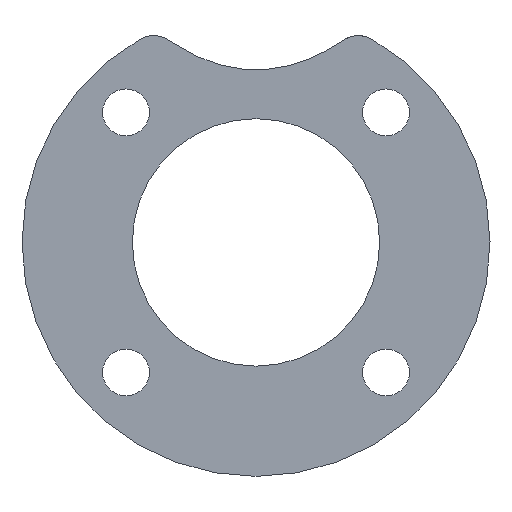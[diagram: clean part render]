
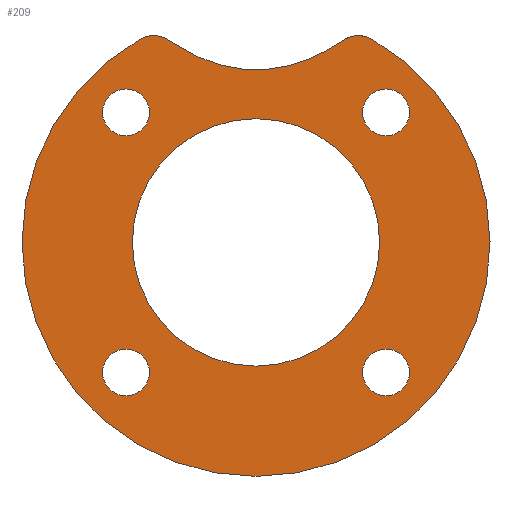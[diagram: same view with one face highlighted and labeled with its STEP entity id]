
A CAD part, front view. The second image highlights one B-rep face of the part: STEP entity #209.
In plain terms, the highlighted planar face has unit normal (0, -1, 0).
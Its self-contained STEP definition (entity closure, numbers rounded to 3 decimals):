
#36=FACE_BOUND('',#82,.T.);
#37=FACE_BOUND('',#83,.T.);
#38=FACE_BOUND('',#84,.T.);
#39=FACE_BOUND('',#85,.T.);
#40=FACE_BOUND('',#86,.T.);
#47=CIRCLE('',#238,9.25);
#48=CIRCLE('',#240,1.75);
#49=CIRCLE('',#242,1.75);
#50=CIRCLE('',#244,1.75);
#51=CIRCLE('',#246,1.75);
#52=CIRCLE('',#248,17.5);
#54=PLANE('',#249);
#65=FACE_OUTER_BOUND('',#81,.T.);
#81=EDGE_LOOP('',(#187,#188,#189,#190));
#82=EDGE_LOOP('',(#191));
#83=EDGE_LOOP('',(#192));
#84=EDGE_LOOP('',(#193));
#85=EDGE_LOOP('',(#194));
#86=EDGE_LOOP('',(#195));
#89=B_SPLINE_CURVE_WITH_KNOTS('',3,(#333,#334,#335,#336,#337,#338,#339),
 .UNSPECIFIED.,.F.,.F.,(4,3,4),(0.,0.112,0.223),
 .UNSPECIFIED.);
#93=B_SPLINE_CURVE_WITH_KNOTS('',2,(#359,#360,#361),.UNSPECIFIED.,.F.,.F.,
(3,3),(1.063,1.937),.UNSPECIFIED.);
#96=B_SPLINE_CURVE_WITH_KNOTS('',3,(#407,#408,#409,#410,#411,#412,#413),
 .UNSPECIFIED.,.F.,.F.,(4,3,4),(0.,0.112,
0.223),.UNSPECIFIED.);
#99=VERTEX_POINT('',#327);
#100=VERTEX_POINT('',#332);
#102=VERTEX_POINT('',#354);
#109=VERTEX_POINT('',#402);
#110=VERTEX_POINT('',#415);
#111=VERTEX_POINT('',#419);
#112=VERTEX_POINT('',#423);
#113=VERTEX_POINT('',#427);
#114=VERTEX_POINT('',#431);
#117=EDGE_CURVE('',#99,#100,#89,.T.);
#121=EDGE_CURVE('',#102,#99,#93,.T.);
#130=EDGE_CURVE('',#109,#102,#96,.T.);
#131=EDGE_CURVE('',#110,#110,#47,.T.);
#133=EDGE_CURVE('',#111,#111,#48,.T.);
#135=EDGE_CURVE('',#112,#112,#49,.T.);
#137=EDGE_CURVE('',#113,#113,#50,.T.);
#139=EDGE_CURVE('',#114,#114,#51,.T.);
#141=EDGE_CURVE('',#100,#109,#52,.T.);
#187=ORIENTED_EDGE('',*,*,#117,.F.);
#188=ORIENTED_EDGE('',*,*,#121,.F.);
#189=ORIENTED_EDGE('',*,*,#130,.F.);
#190=ORIENTED_EDGE('',*,*,#141,.F.);
#191=ORIENTED_EDGE('',*,*,#131,.T.);
#192=ORIENTED_EDGE('',*,*,#133,.T.);
#193=ORIENTED_EDGE('',*,*,#135,.T.);
#194=ORIENTED_EDGE('',*,*,#137,.T.);
#195=ORIENTED_EDGE('',*,*,#139,.T.);
#209=ADVANCED_FACE('',(#65,#36,#37,#38,#39,#40),#54,.T.);
#238=AXIS2_PLACEMENT_3D('',#416,#268,#269);
#240=AXIS2_PLACEMENT_3D('',#420,#273,#274);
#242=AXIS2_PLACEMENT_3D('',#424,#278,#279);
#244=AXIS2_PLACEMENT_3D('',#428,#283,#284);
#246=AXIS2_PLACEMENT_3D('',#432,#288,#289);
#248=AXIS2_PLACEMENT_3D('',#435,#293,#294);
#249=AXIS2_PLACEMENT_3D('',#436,#295,#296);
#268=DIRECTION('center_axis',(0.,1.,0.));
#269=DIRECTION('ref_axis',(1.,0.,0.));
#273=DIRECTION('center_axis',(0.,1.,0.));
#274=DIRECTION('ref_axis',(1.,0.,0.));
#278=DIRECTION('center_axis',(0.,1.,0.));
#279=DIRECTION('ref_axis',(1.,0.,0.));
#283=DIRECTION('center_axis',(0.,1.,0.));
#284=DIRECTION('ref_axis',(1.,0.,0.));
#288=DIRECTION('center_axis',(0.,1.,0.));
#289=DIRECTION('ref_axis',(1.,0.,0.));
#293=DIRECTION('center_axis',(0.,1.,0.));
#294=DIRECTION('ref_axis',(-1.,0.,0.));
#295=DIRECTION('center_axis',(0.,-1.,0.));
#296=DIRECTION('ref_axis',(0.,0.,-1.));
#327=CARTESIAN_POINT('',(6.552,0.,15.123));
#332=CARTESIAN_POINT('',(8.664,0.,15.205));
#333=CARTESIAN_POINT('Ctrl Pts',(6.552,0.,
15.123));
#334=CARTESIAN_POINT('Ctrl Pts',(6.86,0.,
15.331));
#335=CARTESIAN_POINT('Ctrl Pts',(7.226,0.,
15.451));
#336=CARTESIAN_POINT('Ctrl Pts',(7.596,0.,15.466));
#337=CARTESIAN_POINT('Ctrl Pts',(7.967,0.,
15.48));
#338=CARTESIAN_POINT('Ctrl Pts',(8.341,0.,
15.389));
#339=CARTESIAN_POINT('Ctrl Pts',(8.664,0.,
15.205));
#354=CARTESIAN_POINT('',(-6.552,0.,15.123));
#359=CARTESIAN_POINT('Ctrl Pts',(-6.552,0.,15.123));
#360=CARTESIAN_POINT('Ctrl Pts',(0.,0.,10.688));
#361=CARTESIAN_POINT('Ctrl Pts',(6.552,0.,15.123));
#402=CARTESIAN_POINT('',(-8.664,0.,15.205));
#407=CARTESIAN_POINT('Ctrl Pts',(-8.664,0.,
15.205));
#408=CARTESIAN_POINT('Ctrl Pts',(-8.341,0.,
15.389));
#409=CARTESIAN_POINT('Ctrl Pts',(-7.967,0.,
15.48));
#410=CARTESIAN_POINT('Ctrl Pts',(-7.596,0.,
15.466));
#411=CARTESIAN_POINT('Ctrl Pts',(-7.226,0.,
15.451));
#412=CARTESIAN_POINT('Ctrl Pts',(-6.86,0.,
15.331));
#413=CARTESIAN_POINT('Ctrl Pts',(-6.552,0.,
15.123));
#415=CARTESIAN_POINT('',(-9.25,0.,0.));
#416=CARTESIAN_POINT('Origin',(0.,0.,0.));
#419=CARTESIAN_POINT('',(7.973,0.,-9.723));
#420=CARTESIAN_POINT('Origin',(9.723,0.,-9.723));
#423=CARTESIAN_POINT('',(7.973,0.,9.723));
#424=CARTESIAN_POINT('Origin',(9.723,0.,9.723));
#427=CARTESIAN_POINT('',(-11.473,0.,9.723));
#428=CARTESIAN_POINT('Origin',(-9.723,0.,9.723));
#431=CARTESIAN_POINT('',(-11.473,0.,-9.723));
#432=CARTESIAN_POINT('Origin',(-9.723,0.,-9.723));
#435=CARTESIAN_POINT('Origin',(0.,0.,0.));
#436=CARTESIAN_POINT('Origin',(0.,0.,-0.307));
